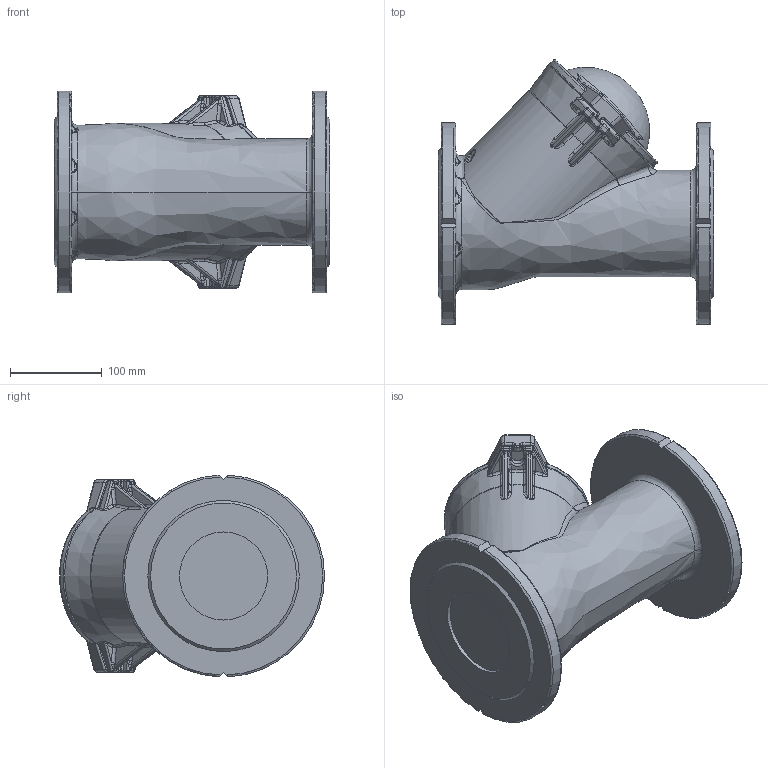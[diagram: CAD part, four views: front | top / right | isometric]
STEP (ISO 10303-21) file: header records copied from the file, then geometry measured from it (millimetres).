
FILE_DESCRIPTION (( 'STEP AP203' ), '1' );
FILE_NAME ('O_53_35_DN100_AA1_step.step', '2016-05-12T06:39:16', ( 'Windows User' ), ( 'AVK' ), 'SwSTEP 2.0', 'SolidWorks 2012', '' );
FILE_SCHEMA (( 'CONFIG_CONTROL_DESIGN' ));
Length unit declared in the file: millimetre
Products named in the file (1): O_53_35_DN100_AA1_step
Bounding box: 300 x 288.78 x 219.78 mm (x, y, z)
Volume: 6793362.3 mm3; surface area: 319035.3 mm2
Topology: 1 solids, 1 shells, 519 faces, 1220 edges, 662 vertices
Faces by surface type: bspline 227, cylinder 131, plane 72, torus 45, sphere 37, cone 7
Full cylindrical faces by diameter (mm): 96 x2
Entity records: 27185 total; most frequent: CARTESIAN_POINT 17267, ORIENTED_EDGE 2330, DIRECTION 1717, EDGE_CURVE 1165, AXIS2_PLACEMENT_3D 734, VERTEX_POINT 660, EDGE_LOOP 531, FACE_OUTER_BOUND 521
